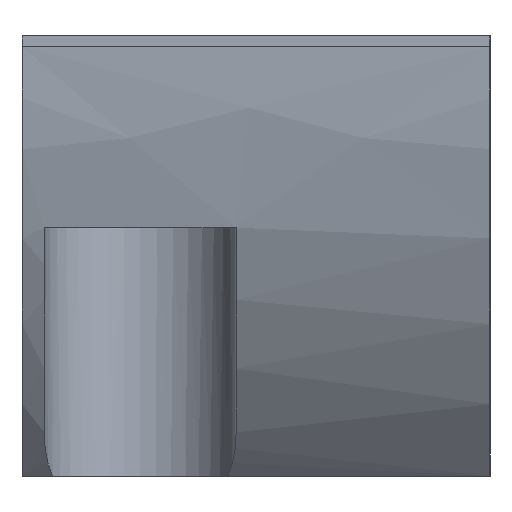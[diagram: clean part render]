
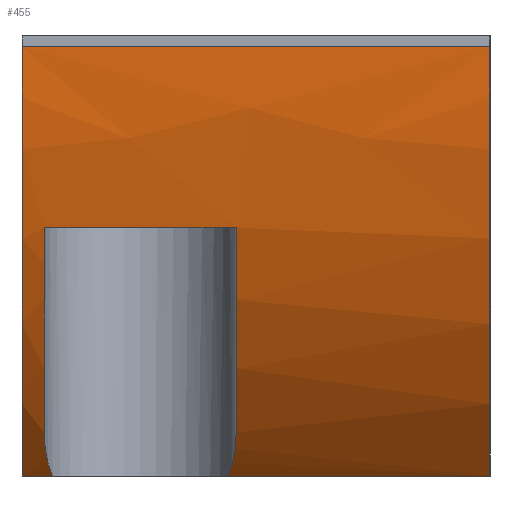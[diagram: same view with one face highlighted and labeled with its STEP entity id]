
A CAD part, left-side view. The second image highlights one B-rep face of the part: STEP entity #455.
In plain terms, the highlighted free-form (B-spline) face has degree [3, 1] with [7, 2] control points.
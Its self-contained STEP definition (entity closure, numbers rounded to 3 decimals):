
#19=B_SPLINE_SURFACE_WITH_KNOTS('',3,1,((#855,#856),(#857,#858),(#859,#860),
(#861,#862),(#863,#864),(#865,#866),(#867,#868)),.UNSPECIFIED.,.F.,.F.,
 .F.,(4,3,4),(2,2),(0.691,1.209,1.551),
(0.,2.95),.UNSPECIFIED.);
#29=B_SPLINE_CURVE_WITH_KNOTS('',3,(#675,#676,#677,#678,#679,#680,#681),
 .UNSPECIFIED.,.F.,.F.,(4,3,4),(-1.545,-1.523,-0.079),
 .UNSPECIFIED.);
#30=B_SPLINE_CURVE_WITH_KNOTS('',3,(#687,#688,#689,#690),.UNSPECIFIED.,
 .F.,.F.,(4,4),(-0.35,0.),.UNSPECIFIED.);
#31=B_SPLINE_CURVE_WITH_KNOTS('',3,(#696,#697,#698,#699),.UNSPECIFIED.,
 .F.,.F.,(4,4),(-3.691,-3.321),.UNSPECIFIED.);
#32=B_SPLINE_CURVE_WITH_KNOTS('',3,(#703,#704,#705,#706),.UNSPECIFIED.,
 .F.,.F.,(4,4),(-1.26,-0.05),.UNSPECIFIED.);
#33=B_SPLINE_CURVE_WITH_KNOTS('',3,(#711,#712,#713,#714,#715,#716,#717),
 .UNSPECIFIED.,.F.,.F.,(4,3,4),(-1.526,-0.075,-0.052),
 .UNSPECIFIED.);
#41=B_SPLINE_CURVE_WITH_KNOTS('',3,(#869,#870,#871,#872,#873,#874,#875),
 .UNSPECIFIED.,.F.,.F.,(4,3,4),(0.691,1.209,1.551),
 .UNSPECIFIED.);
#42=B_SPLINE_CURVE_WITH_KNOTS('',3,(#876,#877,#878,#879,#880,#881,#882),
 .UNSPECIFIED.,.F.,.F.,(4,3,4),(0.691,1.209,1.551),
 .UNSPECIFIED.);
#80=FACE_OUTER_BOUND('',#113,.T.);
#113=EDGE_LOOP('',(#400,#401,#402,#403,#404,#405,#406,#407,#408,#409));
#127=LINE('',#768,#160);
#132=LINE('',#776,#165);
#148=LINE('',#854,#181);
#160=VECTOR('',#572,10.);
#165=VECTOR('',#577,10.);
#181=VECTOR('',#613,10.);
#201=VERTEX_POINT('',#673);
#202=VERTEX_POINT('',#674);
#204=VERTEX_POINT('',#686);
#206=VERTEX_POINT('',#693);
#207=VERTEX_POINT('',#695);
#208=VERTEX_POINT('',#702);
#219=VERTEX_POINT('',#767);
#222=VERTEX_POINT('',#774);
#235=VERTEX_POINT('',#850);
#236=VERTEX_POINT('',#852);
#246=EDGE_CURVE('',#201,#202,#29,.T.);
#249=EDGE_CURVE('',#202,#204,#30,.T.);
#252=EDGE_CURVE('',#207,#206,#31,.T.);
#254=EDGE_CURVE('',#208,#201,#32,.T.);
#257=EDGE_CURVE('',#206,#208,#33,.T.);
#270=EDGE_CURVE('',#207,#219,#127,.T.);
#275=EDGE_CURVE('',#222,#204,#132,.T.);
#297=EDGE_CURVE('',#235,#236,#148,.T.);
#298=EDGE_CURVE('',#222,#235,#41,.T.);
#299=EDGE_CURVE('',#219,#236,#42,.T.);
#400=ORIENTED_EDGE('',*,*,#249,.T.);
#401=ORIENTED_EDGE('',*,*,#275,.F.);
#402=ORIENTED_EDGE('',*,*,#298,.T.);
#403=ORIENTED_EDGE('',*,*,#297,.T.);
#404=ORIENTED_EDGE('',*,*,#299,.F.);
#405=ORIENTED_EDGE('',*,*,#270,.F.);
#406=ORIENTED_EDGE('',*,*,#252,.T.);
#407=ORIENTED_EDGE('',*,*,#257,.T.);
#408=ORIENTED_EDGE('',*,*,#254,.T.);
#409=ORIENTED_EDGE('',*,*,#246,.T.);
#455=ADVANCED_FACE('',(#80),#19,.T.);
#572=DIRECTION('',(0.,1.,0.));
#577=DIRECTION('',(0.,1.,0.));
#613=DIRECTION('',(0.,1.,0.));
#673=CARTESIAN_POINT('',(-9.528,16.,15.66));
#674=CARTESIAN_POINT('',(-2.749,16.,2.766));
#675=CARTESIAN_POINT('Ctrl Pts',(-9.528,16.,15.66));
#676=CARTESIAN_POINT('Ctrl Pts',(-9.506,16.,15.59));
#677=CARTESIAN_POINT('Ctrl Pts',(-9.485,16.,15.52));
#678=CARTESIAN_POINT('Ctrl Pts',(-9.463,16.,15.45));
#679=CARTESIAN_POINT('Ctrl Pts',(-8.045,16.,10.9));
#680=CARTESIAN_POINT('Ctrl Pts',(-5.802,16.,6.553));
#681=CARTESIAN_POINT('Ctrl Pts',(-2.749,16.,2.766));
#686=CARTESIAN_POINT('',(-0.271,16.531,0.));
#687=CARTESIAN_POINT('Ctrl Pts',(-2.749,16.,2.766));
#688=CARTESIAN_POINT('Ctrl Pts',(-1.9,16.,1.714));
#689=CARTESIAN_POINT('Ctrl Pts',(-1.056,16.178,0.789));
#690=CARTESIAN_POINT('Ctrl Pts',(-0.271,16.531,0.));
#693=CARTESIAN_POINT('',(-2.749,28.1,2.766));
#695=CARTESIAN_POINT('',(-0.271,27.569,0.));
#696=CARTESIAN_POINT('Ctrl Pts',(-0.271,27.569,0.));
#697=CARTESIAN_POINT('Ctrl Pts',(-1.055,27.921,0.788));
#698=CARTESIAN_POINT('Ctrl Pts',(-1.899,28.1,1.713));
#699=CARTESIAN_POINT('Ctrl Pts',(-2.749,28.1,2.766));
#702=CARTESIAN_POINT('',(-9.528,28.1,15.66));
#703=CARTESIAN_POINT('Ctrl Pts',(-9.528,28.1,15.66));
#704=CARTESIAN_POINT('Ctrl Pts',(-9.528,24.067,15.66));
#705=CARTESIAN_POINT('Ctrl Pts',(-9.528,20.033,15.66));
#706=CARTESIAN_POINT('Ctrl Pts',(-9.528,16.,15.66));
#711=CARTESIAN_POINT('Ctrl Pts',(-2.749,28.1,2.766));
#712=CARTESIAN_POINT('Ctrl Pts',(-5.802,28.1,6.553));
#713=CARTESIAN_POINT('Ctrl Pts',(-8.045,28.1,10.9));
#714=CARTESIAN_POINT('Ctrl Pts',(-9.463,28.1,15.45));
#715=CARTESIAN_POINT('Ctrl Pts',(-9.485,28.1,15.52));
#716=CARTESIAN_POINT('Ctrl Pts',(-9.506,28.1,15.59));
#717=CARTESIAN_POINT('Ctrl Pts',(-9.528,28.1,15.66));
#767=CARTESIAN_POINT('',(-0.271,29.5,0.));
#768=CARTESIAN_POINT('',(-0.271,0.,0.));
#774=CARTESIAN_POINT('',(-0.271,0.,0.));
#776=CARTESIAN_POINT('',(-0.271,0.,0.));
#850=CARTESIAN_POINT('',(-11.325,0.,27.077));
#852=CARTESIAN_POINT('',(-11.325,29.5,27.077));
#854=CARTESIAN_POINT('',(-11.325,0.,27.077));
#855=CARTESIAN_POINT('Ctrl Pts',(-0.271,0.,0.));
#856=CARTESIAN_POINT('Ctrl Pts',(-0.271,29.5,0.));
#857=CARTESIAN_POINT('Ctrl Pts',(-4.612,0.,4.362));
#858=CARTESIAN_POINT('Ctrl Pts',(-4.612,29.5,4.362));
#859=CARTESIAN_POINT('Ctrl Pts',(-7.685,0.,9.747));
#860=CARTESIAN_POINT('Ctrl Pts',(-7.685,29.5,9.747));
#861=CARTESIAN_POINT('Ctrl Pts',(-9.463,0.,15.45));
#862=CARTESIAN_POINT('Ctrl Pts',(-9.463,29.5,15.45));
#863=CARTESIAN_POINT('Ctrl Pts',(-10.638,0.,19.222));
#864=CARTESIAN_POINT('Ctrl Pts',(-10.638,29.5,19.222));
#865=CARTESIAN_POINT('Ctrl Pts',(-11.26,0.,23.146));
#866=CARTESIAN_POINT('Ctrl Pts',(-11.26,29.5,23.146));
#867=CARTESIAN_POINT('Ctrl Pts',(-11.325,0.,27.077));
#868=CARTESIAN_POINT('Ctrl Pts',(-11.325,29.5,27.077));
#869=CARTESIAN_POINT('Ctrl Pts',(-0.271,0.,0.));
#870=CARTESIAN_POINT('Ctrl Pts',(-4.612,0.,4.362));
#871=CARTESIAN_POINT('Ctrl Pts',(-7.685,0.,9.747));
#872=CARTESIAN_POINT('Ctrl Pts',(-9.463,0.,15.45));
#873=CARTESIAN_POINT('Ctrl Pts',(-10.638,0.,19.222));
#874=CARTESIAN_POINT('Ctrl Pts',(-11.26,0.,23.146));
#875=CARTESIAN_POINT('Ctrl Pts',(-11.325,0.,27.077));
#876=CARTESIAN_POINT('Ctrl Pts',(-0.271,29.5,0.));
#877=CARTESIAN_POINT('Ctrl Pts',(-4.612,29.5,4.362));
#878=CARTESIAN_POINT('Ctrl Pts',(-7.685,29.5,9.747));
#879=CARTESIAN_POINT('Ctrl Pts',(-9.463,29.5,15.45));
#880=CARTESIAN_POINT('Ctrl Pts',(-10.638,29.5,19.222));
#881=CARTESIAN_POINT('Ctrl Pts',(-11.26,29.5,23.146));
#882=CARTESIAN_POINT('Ctrl Pts',(-11.325,29.5,27.077));
